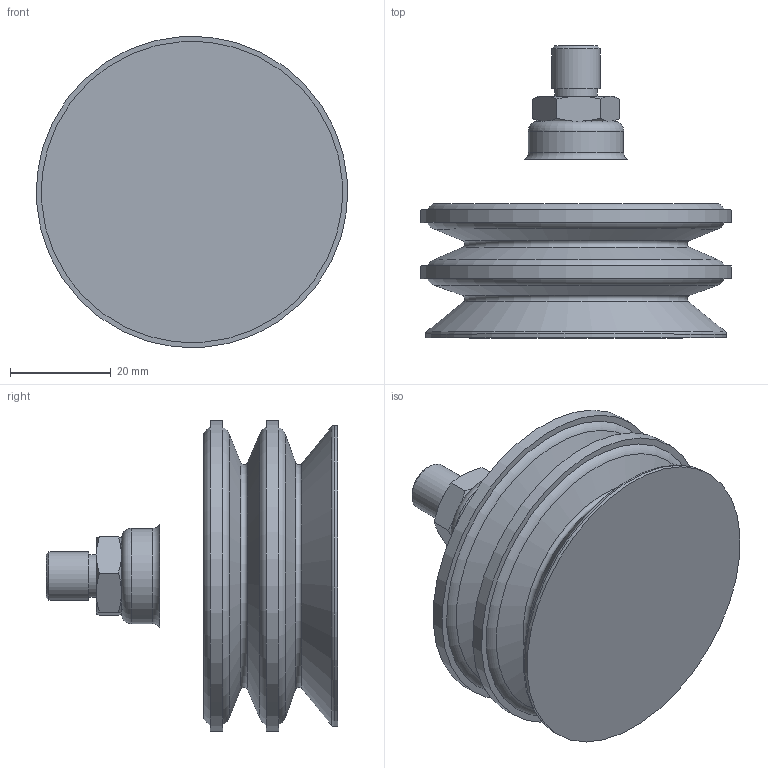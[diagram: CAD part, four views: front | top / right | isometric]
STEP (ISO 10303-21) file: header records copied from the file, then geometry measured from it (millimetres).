
FILE_DESCRIPTION(/* description */ (''),/* implementation_level */ '2;1');
FILE_NAME(/* name */ 'vf62sb_rac7r1-8m.stp',/* time_stamp */ '2020-07-06T10:04:52+02:00',/* author */ ('enginyeria'),/* organization */ (''),/* preprocessor_version */ 'ST-DEVELOPER v17',/* originating_system */ 'Autodesk Inventor 2019',/* authorisation */ '');
FILE_SCHEMA (('CONFIG_CONTROL_DESIGN'));
Length unit declared in the file: millimetre
Products named in the file (1): Pieza67
Bounding box: 61.86 x 58.08 x 61.86 mm (x, y, z)
Volume: 77689.3 mm3; surface area: 15350.1 mm2
Topology: 1 solids, 1 shells, 50 faces, 137 edges, 96 vertices
Faces by surface type: cone 19, plane 15, torus 9, cylinder 7
Full cylindrical faces by diameter (mm): 5 x1, 8.566 x1, 9.728 x1, 19 x1, 60 x1, 62 x2
Entity records: 1745 total; most frequent: CARTESIAN_POINT 332, DIRECTION 308, ORIENTED_EDGE 274, AXIS2_PLACEMENT_3D 144, EDGE_CURVE 137, VERTEX_POINT 96, CIRCLE 93, EDGE_LOOP 57
